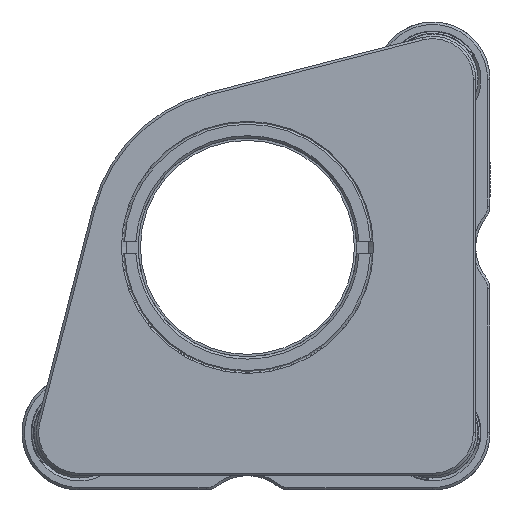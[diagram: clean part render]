
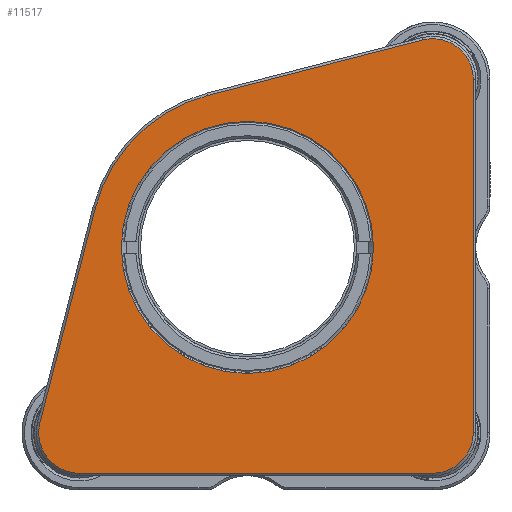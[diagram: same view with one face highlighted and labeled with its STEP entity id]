
A CAD part, left-side view. The second image highlights one B-rep face of the part: STEP entity #11517.
In plain terms, the highlighted planar face has unit normal (-1, 0, 0).
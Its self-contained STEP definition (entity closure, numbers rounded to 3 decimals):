
#180 = VERTEX_POINT ( 'NONE', #9143 ) ;
#520 = CARTESIAN_POINT ( 'NONE',  ( -18., 23., -22.75 ) ) ;
#654 = VERTEX_POINT ( 'NONE', #810 ) ;
#810 = CARTESIAN_POINT ( 'NONE',  ( -18., -12.3, 0.9 ) ) ;
#1266 = VECTOR ( 'NONE', #14943, 1000. ) ;
#1501 = DIRECTION ( 'NONE',  ( 0., 0., -1. ) ) ;
#2425 = DIRECTION ( 'NONE',  ( 0., 0., -1. ) ) ;
#2547 = DIRECTION ( 'NONE',  ( 0., 1., 0. ) ) ;
#3458 = VECTOR ( 'NONE', #12138, 1000. ) ;
#3511 = VERTEX_POINT ( 'NONE', #24582 ) ;
#3584 = DIRECTION ( 'NONE',  ( 0., 0., -1. ) ) ;
#3902 = DIRECTION ( 'NONE',  ( 1., 0., 0. ) ) ;
#3925 = DIRECTION ( 'NONE',  ( -1., 0., 0. ) ) ;
#5041 = CIRCLE ( 'NONE', #7937, 13.2 ) ;
#5127 = EDGE_CURVE ( 'NONE', #20655, #17909, #11804, .T. ) ;
#5186 = CIRCLE ( 'NONE', #27000, 4.25 ) ;
#5321 = AXIS2_PLACEMENT_3D ( 'NONE', #25172, #3925, #18655 ) ;
#5716 = EDGE_CURVE ( 'NONE', #654, #654, #5041, .T. ) ;
#6030 = CARTESIAN_POINT ( 'NONE',  ( -18., 0.9, 0.9 ) ) ;
#6236 = FACE_BOUND ( 'NONE', #23335, .T. ) ;
#6519 = ORIENTED_EDGE ( 'NONE', *, *, #10269, .F. ) ;
#6548 = ORIENTED_EDGE ( 'NONE', *, *, #17805, .F. ) ;
#7560 = CIRCLE ( 'NONE', #22430, 4.25 ) ;
#7937 = AXIS2_PLACEMENT_3D ( 'NONE', #6030, #12557, #29189 ) ;
#8344 = CARTESIAN_POINT ( 'NONE',  ( -18., -22.75, -18.5 ) ) ;
#8854 = DIRECTION ( 'NONE',  ( 0., 0., -1. ) ) ;
#8988 = EDGE_CURVE ( 'NONE', #23924, #21232, #18832, .T. ) ;
#9143 = CARTESIAN_POINT ( 'NONE',  ( -18., 18.5, -22.75 ) ) ;
#9512 = CARTESIAN_POINT ( 'NONE',  ( -18., 22.615, -17.439 ) ) ;
#10269 = EDGE_CURVE ( 'NONE', #17909, #3511, #10436, .T. ) ;
#10436 = CIRCLE ( 'NONE', #15895, 4.25 ) ;
#11266 = CARTESIAN_POINT ( 'NONE',  ( -18., 0.9, 0.9 ) ) ;
#11299 = CARTESIAN_POINT ( 'NONE',  ( -18., -17.439, 22.615 ) ) ;
#11517 = ADVANCED_FACE ( 'NONE', ( #18029, #6236 ), #15700, .T. ) ;
#11804 = LINE ( 'NONE', #20820, #27275 ) ;
#12138 = DIRECTION ( 'NONE',  ( 0., -0.968, 0.25 ) ) ;
#12319 = LINE ( 'NONE', #9512, #1266 ) ;
#12557 = DIRECTION ( 'NONE',  ( 1., 0., 0. ) ) ;
#12946 = ORIENTED_EDGE ( 'NONE', *, *, #20764, .F. ) ;
#14256 = CARTESIAN_POINT ( 'NONE',  ( -18., 22.615, -17.439 ) ) ;
#14943 = DIRECTION ( 'NONE',  ( 0., -0.25, 0.968 ) ) ;
#14954 = DIRECTION ( 'NONE',  ( 0., 0., -1. ) ) ;
#15650 = ORIENTED_EDGE ( 'NONE', *, *, #5127, .F. ) ;
#15700 = PLANE ( 'NONE',  #5321 ) ;
#15895 = AXIS2_PLACEMENT_3D ( 'NONE', #17294, #29573, #14954 ) ;
#16822 = ORIENTED_EDGE ( 'NONE', *, *, #22053, .F. ) ;
#17192 = CIRCLE ( 'NONE', #19176, 16.45 ) ;
#17294 = CARTESIAN_POINT ( 'NONE',  ( -18., -18.5, -18.5 ) ) ;
#17526 = ORIENTED_EDGE ( 'NONE', *, *, #5716, .T. ) ;
#17788 = CARTESIAN_POINT ( 'NONE',  ( -18., -18.5, 18.5 ) ) ;
#17805 = EDGE_CURVE ( 'NONE', #180, #23897, #7560, .T. ) ;
#17909 = VERTEX_POINT ( 'NONE', #8344 ) ;
#18029 = FACE_OUTER_BOUND ( 'NONE', #23659, .T. ) ;
#18655 = DIRECTION ( 'NONE',  ( 0., 0., 1. ) ) ;
#18832 = LINE ( 'NONE', #19287, #3458 ) ;
#18848 = VERTEX_POINT ( 'NONE', #29938 ) ;
#19176 = AXIS2_PLACEMENT_3D ( 'NONE', #11266, #23683, #2425 ) ;
#19287 = CARTESIAN_POINT ( 'NONE',  ( -18., 5.006, 16.829 ) ) ;
#19736 = ORIENTED_EDGE ( 'NONE', *, *, #8988, .F. ) ;
#20655 = VERTEX_POINT ( 'NONE', #21196 ) ;
#20731 = ORIENTED_EDGE ( 'NONE', *, *, #24459, .F. ) ;
#20764 = EDGE_CURVE ( 'NONE', #23897, #18848, #12319, .T. ) ;
#20820 = CARTESIAN_POINT ( 'NONE',  ( -18., -22.75, -23. ) ) ;
#21196 = CARTESIAN_POINT ( 'NONE',  ( -18., -22.75, 18.5 ) ) ;
#21232 = VERTEX_POINT ( 'NONE', #11299 ) ;
#22053 = EDGE_CURVE ( 'NONE', #21232, #20655, #5186, .T. ) ;
#22430 = AXIS2_PLACEMENT_3D ( 'NONE', #24834, #3902, #3584 ) ;
#23335 = EDGE_LOOP ( 'NONE', ( #17526 ) ) ;
#23659 = EDGE_LOOP ( 'NONE', ( #6548, #27763, #6519, #15650, #16822, #19736, #20731, #12946 ) ) ;
#23683 = DIRECTION ( 'NONE',  ( 1., 0., 0. ) ) ;
#23897 = VERTEX_POINT ( 'NONE', #14256 ) ;
#23924 = VERTEX_POINT ( 'NONE', #28687 ) ;
#24008 = VECTOR ( 'NONE', #2547, 1000. ) ;
#24260 = LINE ( 'NONE', #520, #24008 ) ;
#24459 = EDGE_CURVE ( 'NONE', #18848, #23924, #17192, .T. ) ;
#24582 = CARTESIAN_POINT ( 'NONE',  ( -18., -18.5, -22.75 ) ) ;
#24834 = CARTESIAN_POINT ( 'NONE',  ( -18., 18.5, -18.5 ) ) ;
#25172 = CARTESIAN_POINT ( 'NONE',  ( -18., 0., 0. ) ) ;
#26452 = EDGE_CURVE ( 'NONE', #3511, #180, #24260, .T. ) ;
#27000 = AXIS2_PLACEMENT_3D ( 'NONE', #17788, #27253, #1501 ) ;
#27253 = DIRECTION ( 'NONE',  ( 1., 0., 0. ) ) ;
#27275 = VECTOR ( 'NONE', #8854, 1000. ) ;
#27763 = ORIENTED_EDGE ( 'NONE', *, *, #26452, .F. ) ;
#28687 = CARTESIAN_POINT ( 'NONE',  ( -18., 5.006, 16.829 ) ) ;
#29189 = DIRECTION ( 'NONE',  ( 0., -1., 0. ) ) ;
#29573 = DIRECTION ( 'NONE',  ( 1., 0., 0. ) ) ;
#29938 = CARTESIAN_POINT ( 'NONE',  ( -18., 16.829, 5.006 ) ) ;
